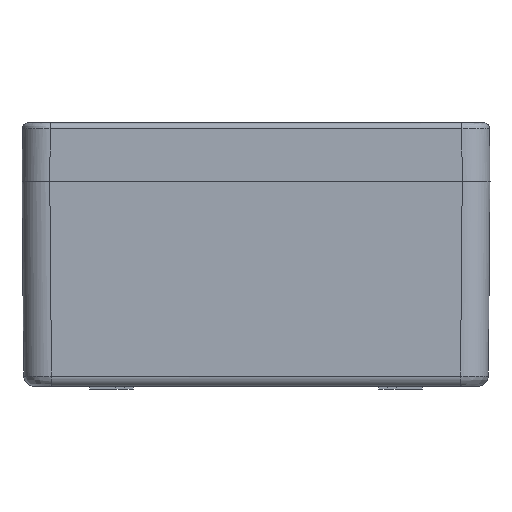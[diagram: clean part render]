
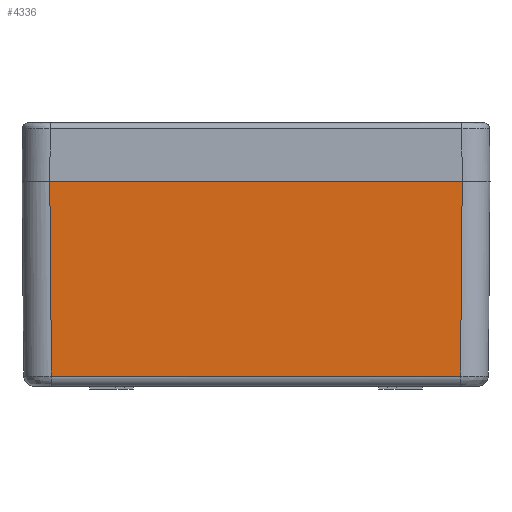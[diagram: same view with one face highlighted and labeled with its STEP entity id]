
A CAD part, left-side view. The second image highlights one B-rep face of the part: STEP entity #4336.
In plain terms, the highlighted planar face has unit normal (-1, 0, -0.009).
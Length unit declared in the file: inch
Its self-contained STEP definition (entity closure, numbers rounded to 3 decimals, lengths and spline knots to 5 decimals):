
#86 = EDGE_CURVE ( 'NONE', #3997, #3838, #14738, .T. ) ;
#317 = VECTOR ( 'NONE', #10895, 39.37008 ) ;
#843 = LINE ( 'NONE', #8989, #13268 ) ;
#874 = PLANE ( 'NONE',  #5860 ) ;
#1945 = EDGE_CURVE ( 'NONE', #3997, #8884, #843, .T. ) ;
#2600 = LINE ( 'NONE', #14401, #317 ) ;
#3390 = FACE_OUTER_BOUND ( 'NONE', #5953, .T. ) ;
#3838 = VERTEX_POINT ( 'NONE', #11341 ) ;
#3997 = VERTEX_POINT ( 'NONE', #9123 ) ;
#4336 = ADVANCED_FACE ( 'NONE', ( #3390 ), #874, .T. ) ;
#5277 = LINE ( 'NONE', #9928, #14631 ) ;
#5503 = ORIENTED_EDGE ( 'NONE', *, *, #1945, .T. ) ;
#5692 = ORIENTED_EDGE ( 'NONE', *, *, #8415, .F. ) ;
#5778 = CARTESIAN_POINT ( 'NONE',  ( -5.11811, 2.7756, 0. ) ) ;
#5860 = AXIS2_PLACEMENT_3D ( 'NONE', #7881, #13747, #6593 ) ;
#5953 = EDGE_LOOP ( 'NONE', ( #10079, #5692, #11051, #5503 ) ) ;
#6593 = DIRECTION ( 'NONE',  ( -0.009, 0., 1. ) ) ;
#7881 = CARTESIAN_POINT ( 'NONE',  ( -5.11811, 3.14961, 0. ) ) ;
#8266 = VERTEX_POINT ( 'NONE', #12970 ) ;
#8415 = EDGE_CURVE ( 'NONE', #3838, #8266, #5277, .T. ) ;
#8884 = VERTEX_POINT ( 'NONE', #5778 ) ;
#8989 = CARTESIAN_POINT ( 'NONE',  ( -5.11811, 3.14961, 0. ) ) ;
#9041 = CARTESIAN_POINT ( 'NONE',  ( -5.1179, -2.77539, -0.02422 ) ) ;
#9123 = CARTESIAN_POINT ( 'NONE',  ( -5.11811, -2.7756, 0. ) ) ;
#9573 = EDGE_CURVE ( 'NONE', #8266, #8884, #2600, .T. ) ;
#9928 = CARTESIAN_POINT ( 'NONE',  ( -5.09525, 1.5748, -2.61931 ) ) ;
#10079 = ORIENTED_EDGE ( 'NONE', *, *, #9573, .F. ) ;
#10895 = DIRECTION ( 'NONE',  ( -0.009, 0.009, 1. ) ) ;
#11051 = ORIENTED_EDGE ( 'NONE', *, *, #86, .F. ) ;
#11341 = CARTESIAN_POINT ( 'NONE',  ( -5.09525, -2.75275, -2.61931 ) ) ;
#12114 = VECTOR ( 'NONE', #14669, 39.37008 ) ;
#12970 = CARTESIAN_POINT ( 'NONE',  ( -5.09525, 2.75275, -2.61931 ) ) ;
#13268 = VECTOR ( 'NONE', #13633, 39.37008 ) ;
#13279 = DIRECTION ( 'NONE',  ( 0., 1., 0. ) ) ;
#13633 = DIRECTION ( 'NONE',  ( 0., 1., 0. ) ) ;
#13747 = DIRECTION ( 'NONE',  ( -1., 0., -0.009 ) ) ;
#14401 = CARTESIAN_POINT ( 'NONE',  ( -5.11775, 2.77524, -0.04139 ) ) ;
#14631 = VECTOR ( 'NONE', #13279, 39.37008 ) ;
#14669 = DIRECTION ( 'NONE',  ( 0.009, 0.009, -1. ) ) ;
#14738 = LINE ( 'NONE', #9041, #12114 ) ;
